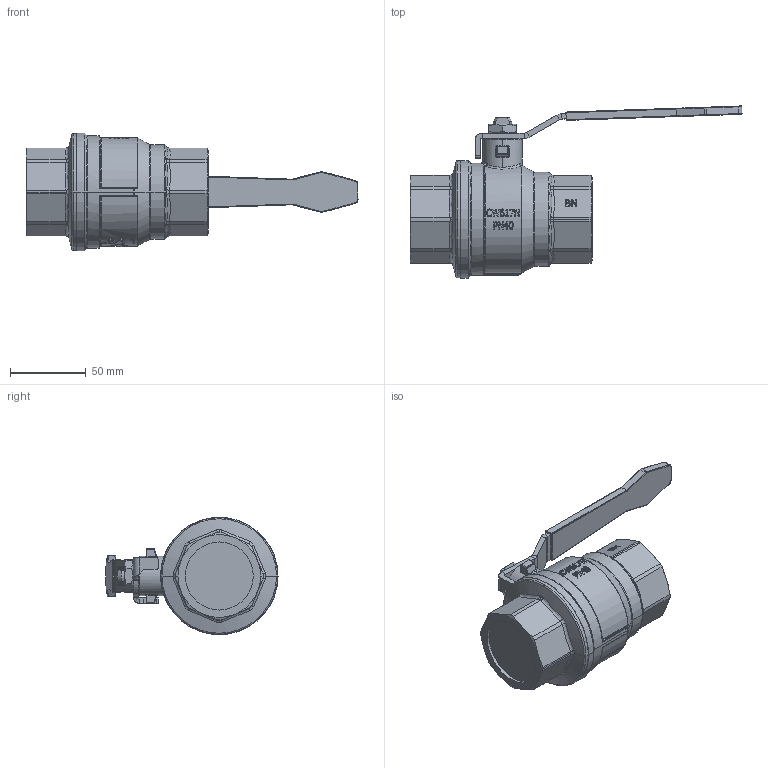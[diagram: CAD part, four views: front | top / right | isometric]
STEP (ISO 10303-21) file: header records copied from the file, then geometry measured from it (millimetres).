
FILE_DESCRIPTION(('STEP AP214'),'1');
FILE_NAME('valve_960-1_1_2.stp','2017-12-11T10:15:44',('TraceParts'),('TraceParts S.A.'),'Spatial InterOp 3D',' ',' ');
FILE_SCHEMA(('automotive_design'));
Length unit declared in the file: millimetre
Products named in the file (1): valve_960-1_1_2
Bounding box: 218.9 x 113.45 x 77.5 mm (x, y, z)
Volume: 412531.7 mm3; surface area: 44313.1 mm2
Topology: 1 solids, 1 shells, 890 faces, 2340 edges, 1495 vertices
Faces by surface type: plane 317, bspline 267, cylinder 189, torus 59, cone 40, sphere 18
Entity records: 40452 total; most frequent: CARTESIAN_POINT 13044, ORIENTED_EDGE 4652, DIRECTION 3555, EDGE_CURVE 2326, VERTEX_POINT 1495, AXIS2_PLACEMENT_3D 1275, LINE 1005, VECTOR 1005
